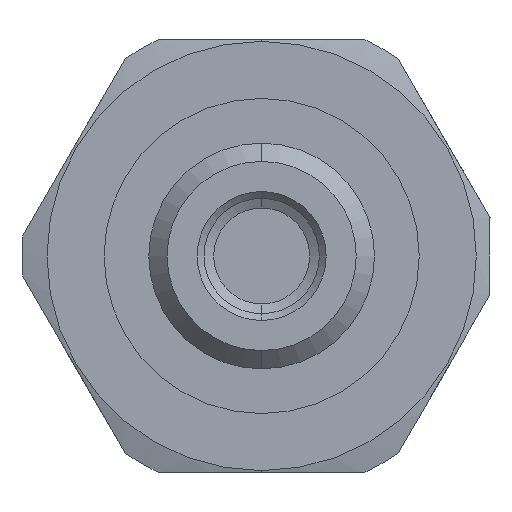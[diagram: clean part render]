
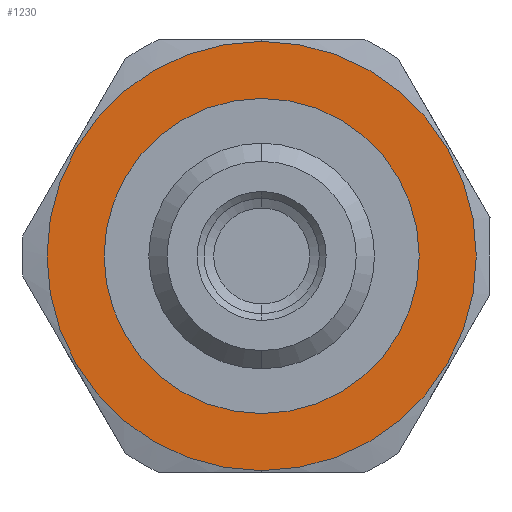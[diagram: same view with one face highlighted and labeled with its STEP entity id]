
A CAD part, front view. The second image highlights one B-rep face of the part: STEP entity #1230.
In plain terms, the highlighted planar face has unit normal (0, -1, 0).
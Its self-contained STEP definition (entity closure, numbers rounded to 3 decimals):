
#21 = PLANE ( 'NONE',  #4378 ) ;
#115 = EDGE_CURVE ( 'NONE', #1991, #4514, #3684, .T. ) ;
#322 = EDGE_CURVE ( 'NONE', #1419, #1170, #4012, .T. ) ;
#373 = EDGE_CURVE ( 'NONE', #1170, #1419, #2273, .T. ) ;
#447 = AXIS2_PLACEMENT_3D ( 'NONE', #2706, #5021, #4250 ) ;
#723 = CARTESIAN_POINT ( 'NONE',  ( 0., 11.1, 0. ) ) ;
#753 = DIRECTION ( 'NONE',  ( 0., -1., 0. ) ) ;
#789 = DIRECTION ( 'NONE',  ( 0., -1., 0. ) ) ;
#917 = DIRECTION ( 'NONE',  ( 0., 0., -1. ) ) ;
#934 = EDGE_CURVE ( 'NONE', #4514, #1991, #1399, .T. ) ;
#1170 = VERTEX_POINT ( 'NONE', #1635 ) ;
#1224 = EDGE_LOOP ( 'NONE', ( #4667, #4401 ) ) ;
#1230 = ADVANCED_FACE ( 'NONE', ( #4614, #1895 ), #21, .T. ) ;
#1399 = CIRCLE ( 'NONE', #2998, 9.4 ) ;
#1419 = VERTEX_POINT ( 'NONE', #2964 ) ;
#1428 = ORIENTED_EDGE ( 'NONE', *, *, #373, .F. ) ;
#1569 = CARTESIAN_POINT ( 'NONE',  ( 6.9, 11.1, 0. ) ) ;
#1635 = CARTESIAN_POINT ( 'NONE',  ( 0., 11.1, -6.9 ) ) ;
#1895 = FACE_BOUND ( 'NONE', #2565, .T. ) ;
#1991 = VERTEX_POINT ( 'NONE', #4697 ) ;
#2099 = CARTESIAN_POINT ( 'NONE',  ( 0., 11.1, 0. ) ) ;
#2109 = CARTESIAN_POINT ( 'NONE',  ( 0., 11.1, -9.4 ) ) ;
#2158 = CARTESIAN_POINT ( 'NONE',  ( 0., 11.1, 0. ) ) ;
#2273 = CIRCLE ( 'NONE', #447, 6.9 ) ;
#2536 = DIRECTION ( 'NONE',  ( 0., 0., -1. ) ) ;
#2565 = EDGE_LOOP ( 'NONE', ( #1428, #3193 ) ) ;
#2706 = CARTESIAN_POINT ( 'NONE',  ( 0., 11.1, 0. ) ) ;
#2711 = AXIS2_PLACEMENT_3D ( 'NONE', #2158, #3737, #2536 ) ;
#2796 = DIRECTION ( 'NONE',  ( 0., 0., -1. ) ) ;
#2964 = CARTESIAN_POINT ( 'NONE',  ( 0., 11.1, 6.9 ) ) ;
#2998 = AXIS2_PLACEMENT_3D ( 'NONE', #2099, #3976, #917 ) ;
#3193 = ORIENTED_EDGE ( 'NONE', *, *, #322, .F. ) ;
#3684 = CIRCLE ( 'NONE', #2711, 9.4 ) ;
#3737 = DIRECTION ( 'NONE',  ( 0., -1., 0. ) ) ;
#3874 = DIRECTION ( 'NONE',  ( 0., 0., -1. ) ) ;
#3976 = DIRECTION ( 'NONE',  ( 0., -1., 0. ) ) ;
#4012 = CIRCLE ( 'NONE', #4144, 6.9 ) ;
#4144 = AXIS2_PLACEMENT_3D ( 'NONE', #723, #753, #3874 ) ;
#4250 = DIRECTION ( 'NONE',  ( 0., 0., -1. ) ) ;
#4378 = AXIS2_PLACEMENT_3D ( 'NONE', #1569, #789, #2796 ) ;
#4401 = ORIENTED_EDGE ( 'NONE', *, *, #934, .T. ) ;
#4514 = VERTEX_POINT ( 'NONE', #2109 ) ;
#4614 = FACE_OUTER_BOUND ( 'NONE', #1224, .T. ) ;
#4667 = ORIENTED_EDGE ( 'NONE', *, *, #115, .T. ) ;
#4697 = CARTESIAN_POINT ( 'NONE',  ( 0., 11.1, 9.4 ) ) ;
#5021 = DIRECTION ( 'NONE',  ( 0., -1., 0. ) ) ;
